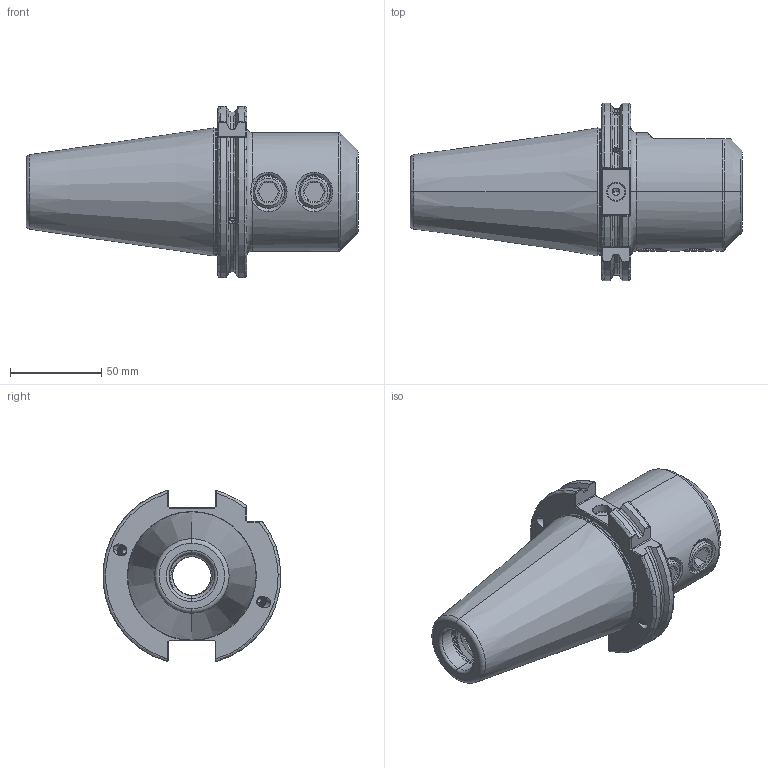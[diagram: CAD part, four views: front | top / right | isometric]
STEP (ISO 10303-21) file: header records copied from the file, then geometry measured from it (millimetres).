
FILE_DESCRIPTION (( 'STEP AP203' ), '1' );
FILE_NAME ('503.04.25.STEP', '2016-11-25T08:03:09', ( '' ), ( '' ), 'SwSTEP 2.0', 'SolidWorks 2012', '' );
FILE_SCHEMA (( 'CONFIG_CONTROL_DESIGN' ));
Length unit declared in the file: millimetre
Products named in the file (3): 側固18_M18x2_20L; 503.04.25
Assembly tree (3 placements, depth 2):
  503.04.25
    503.04.25
    側固18_M18x2_20L  x2
Bounding box: 181.75 x 97.33 x 93.81 mm (x, y, z)
Volume: 473705.8 mm3; surface area: 70295.9 mm2
Topology: 3 solids, 3 shells, 418 faces, 1140 edges, 715 vertices
Faces by surface type: cylinder 188, plane 81, bspline 58, cone 52, torus 39
Entity records: 38440 total; most frequent: CARTESIAN_POINT 29950, ORIENTED_EDGE 2040, DIRECTION 1323, EDGE_CURVE 1020, VERTEX_POINT 648, AXIS2_PLACEMENT_3D 512, EDGE_LOOP 396, FACE_OUTER_BOUND 379
